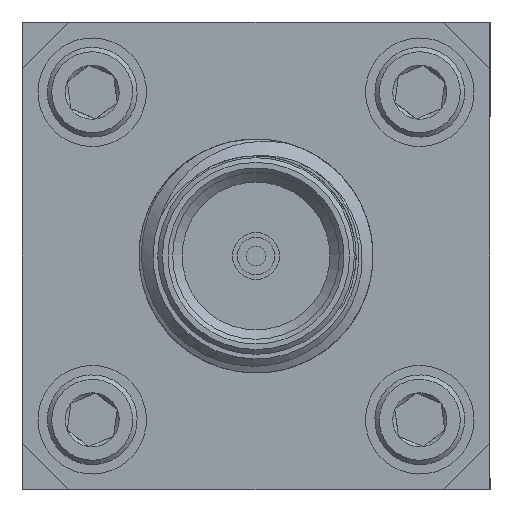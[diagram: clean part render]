
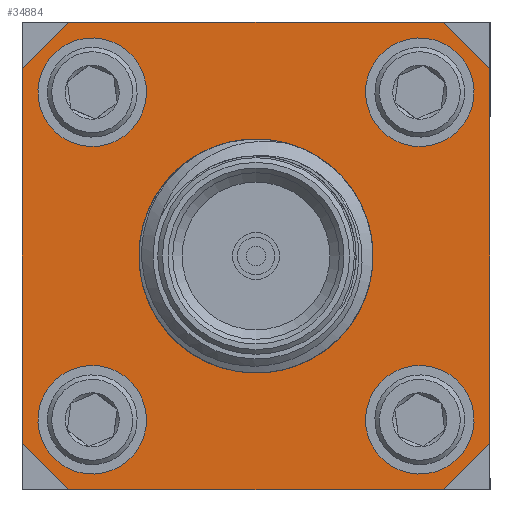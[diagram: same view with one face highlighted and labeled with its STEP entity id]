
A CAD part, left-side view. The second image highlights one B-rep face of the part: STEP entity #34884.
In plain terms, the highlighted planar face has unit normal (-1, 0, 0).
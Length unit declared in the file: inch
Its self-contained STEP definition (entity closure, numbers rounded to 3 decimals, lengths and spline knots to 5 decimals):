
#719 = CARTESIAN_POINT ( 'NONE',  ( -0.87, -0.175, 0.175 ) ) ;
#1574 = CARTESIAN_POINT ( 'NONE',  ( -0.87, -0.175, -0.175 ) ) ;
#2071 = VECTOR ( 'NONE', #29000, 39.37008 ) ;
#2108 = FACE_BOUND ( 'NONE', #10584, .T. ) ;
#2951 = ORIENTED_EDGE ( 'NONE', *, *, #18728, .T. ) ;
#2967 = EDGE_CURVE ( 'NONE', #3369, #3369, #21679, .T. ) ;
#3359 = CARTESIAN_POINT ( 'NONE',  ( -0.87, 0.175, -0.175 ) ) ;
#3369 = VERTEX_POINT ( 'NONE', #26924 ) ;
#3482 = EDGE_CURVE ( 'NONE', #20852, #29086, #9426, .T. ) ;
#3563 = EDGE_LOOP ( 'NONE', ( #16881 ) ) ;
#3564 = CARTESIAN_POINT ( 'NONE',  ( -0.87, 0.175, 0.175 ) ) ;
#3626 = VECTOR ( 'NONE', #26411, 39.37008 ) ;
#3702 = DIRECTION ( 'NONE',  ( 0., 0., 1. ) ) ;
#3783 = DIRECTION ( 'NONE',  ( 0., -0.383, -0.924 ) ) ;
#4087 = CIRCLE ( 'NONE', #37096, 0.058 ) ;
#4568 = DIRECTION ( 'NONE',  ( 0., 0., -1. ) ) ;
#4604 = FACE_BOUND ( 'NONE', #7818, .T. ) ;
#5060 = EDGE_CURVE ( 'NONE', #7916, #10802, #21186, .T. ) ;
#5134 = LINE ( 'NONE', #7626, #21105 ) ;
#5141 = LINE ( 'NONE', #28508, #21309 ) ;
#5838 = CARTESIAN_POINT ( 'NONE',  ( -0.87, 0.25, 0.2 ) ) ;
#6371 = VECTOR ( 'NONE', #9682, 39.37008 ) ;
#6593 = CARTESIAN_POINT ( 'NONE',  ( -0.87, -0.25, -0.2 ) ) ;
#7087 = VERTEX_POINT ( 'NONE', #30415 ) ;
#7626 = CARTESIAN_POINT ( 'NONE',  ( -0.87, 0.25, -0.25 ) ) ;
#7708 = CARTESIAN_POINT ( 'NONE',  ( -0.87, -0.2, -0.25 ) ) ;
#7818 = EDGE_LOOP ( 'NONE', ( #2951 ) ) ;
#7916 = VERTEX_POINT ( 'NONE', #18551 ) ;
#8295 = VERTEX_POINT ( 'NONE', #37228 ) ;
#9380 = CIRCLE ( 'NONE', #35061, 0.115 ) ;
#9426 = LINE ( 'NONE', #32820, #30346 ) ;
#9682 = DIRECTION ( 'NONE',  ( 0., -0.707, -0.707 ) ) ;
#9859 = CARTESIAN_POINT ( 'NONE',  ( -0.87, 0.19722, -0.12142 ) ) ;
#10175 = EDGE_LOOP ( 'NONE', ( #11532 ) ) ;
#10290 = EDGE_CURVE ( 'NONE', #15803, #15803, #12609, .T. ) ;
#10344 = FACE_BOUND ( 'NONE', #10175, .T. ) ;
#10391 = CARTESIAN_POINT ( 'NONE',  ( -0.87, -0.25, 0.25 ) ) ;
#10584 = EDGE_LOOP ( 'NONE', ( #29681 ) ) ;
#10712 = FACE_OUTER_BOUND ( 'NONE', #20331, .T. ) ;
#10802 = VERTEX_POINT ( 'NONE', #27480 ) ;
#11067 = EDGE_CURVE ( 'NONE', #10802, #21656, #35667, .T. ) ;
#11532 = ORIENTED_EDGE ( 'NONE', *, *, #33524, .F. ) ;
#11828 = EDGE_CURVE ( 'NONE', #19451, #7087, #33603, .T. ) ;
#12050 = LINE ( 'NONE', #35243, #3626 ) ;
#12609 = CIRCLE ( 'NONE', #34027, 0.058 ) ;
#12689 = EDGE_CURVE ( 'NONE', #7087, #35908, #5141, .T. ) ;
#13248 = DIRECTION ( 'NONE',  ( 0., -0.383, 0.924 ) ) ;
#13666 = DIRECTION ( 'NONE',  ( 1., 0., 0. ) ) ;
#14052 = DIRECTION ( 'NONE',  ( 0., 0., -1. ) ) ;
#15316 = CARTESIAN_POINT ( 'NONE',  ( -0.87, -0.25, 0.2 ) ) ;
#15374 = VERTEX_POINT ( 'NONE', #24195 ) ;
#15657 = DIRECTION ( 'NONE',  ( 1., 0., 0. ) ) ;
#15803 = VERTEX_POINT ( 'NONE', #27104 ) ;
#15917 = EDGE_CURVE ( 'NONE', #30557, #30557, #28456, .T. ) ;
#16341 = VECTOR ( 'NONE', #32420, 39.37008 ) ;
#16486 = DIRECTION ( 'NONE',  ( -1., 0., 0. ) ) ;
#16881 = ORIENTED_EDGE ( 'NONE', *, *, #2967, .F. ) ;
#17188 = DIRECTION ( 'NONE',  ( 0., 0.707, -0.707 ) ) ;
#17404 = EDGE_LOOP ( 'NONE', ( #36064 ) ) ;
#18551 = CARTESIAN_POINT ( 'NONE',  ( -0.87, 0.25, -0.2 ) ) ;
#18620 = AXIS2_PLACEMENT_3D ( 'NONE', #3564, #32478, #31914 ) ;
#18728 = EDGE_CURVE ( 'NONE', #8295, #8295, #9380, .T. ) ;
#18999 = ORIENTED_EDGE ( 'NONE', *, *, #5060, .T. ) ;
#19451 = VERTEX_POINT ( 'NONE', #34286 ) ;
#19906 = ORIENTED_EDGE ( 'NONE', *, *, #11067, .T. ) ;
#19990 = AXIS2_PLACEMENT_3D ( 'NONE', #22411, #36961, #37156 ) ;
#20331 = EDGE_LOOP ( 'NONE', ( #19906, #30819, #22652, #36738, #30683, #21831, #37874, #18999 ) ) ;
#20579 = DIRECTION ( 'NONE',  ( 1., 0., 0. ) ) ;
#20852 = VERTEX_POINT ( 'NONE', #6593 ) ;
#21105 = VECTOR ( 'NONE', #4568, 39.37008 ) ;
#21186 = LINE ( 'NONE', #35944, #6371 ) ;
#21309 = VECTOR ( 'NONE', #17188, 39.37008 ) ;
#21656 = VERTEX_POINT ( 'NONE', #7708 ) ;
#21679 = CIRCLE ( 'NONE', #18620, 0.058 ) ;
#21831 = ORIENTED_EDGE ( 'NONE', *, *, #12689, .T. ) ;
#22184 = EDGE_CURVE ( 'NONE', #29086, #19451, #12050, .T. ) ;
#22411 = CARTESIAN_POINT ( 'NONE',  ( -0.87, 0., 0. ) ) ;
#22652 = ORIENTED_EDGE ( 'NONE', *, *, #3482, .T. ) ;
#22676 = CARTESIAN_POINT ( 'NONE',  ( -0.87, -0.25, -0.2 ) ) ;
#24195 = CARTESIAN_POINT ( 'NONE',  ( -0.87, -0.19722, -0.12142 ) ) ;
#24911 = FACE_BOUND ( 'NONE', #3563, .T. ) ;
#26011 = EDGE_CURVE ( 'NONE', #21656, #20852, #37056, .T. ) ;
#26411 = DIRECTION ( 'NONE',  ( 0., 0.707, 0.707 ) ) ;
#26924 = CARTESIAN_POINT ( 'NONE',  ( -0.87, 0.19722, 0.12142 ) ) ;
#27104 = CARTESIAN_POINT ( 'NONE',  ( -0.87, -0.19722, 0.12142 ) ) ;
#27480 = CARTESIAN_POINT ( 'NONE',  ( -0.87, 0.2, -0.25 ) ) ;
#28456 = CIRCLE ( 'NONE', #35797, 0.058 ) ;
#28508 = CARTESIAN_POINT ( 'NONE',  ( -0.87, 0.25, 0.2 ) ) ;
#28540 = PLANE ( 'NONE',  #19990 ) ;
#28624 = CARTESIAN_POINT ( 'NONE',  ( -0.87, 0., 0. ) ) ;
#28744 = EDGE_CURVE ( 'NONE', #35908, #7916, #5134, .T. ) ;
#29000 = DIRECTION ( 'NONE',  ( 0., -0.707, 0.707 ) ) ;
#29086 = VERTEX_POINT ( 'NONE', #15316 ) ;
#29681 = ORIENTED_EDGE ( 'NONE', *, *, #15917, .T. ) ;
#30346 = VECTOR ( 'NONE', #3702, 39.37008 ) ;
#30415 = CARTESIAN_POINT ( 'NONE',  ( -0.87, 0.2, 0.25 ) ) ;
#30557 = VERTEX_POINT ( 'NONE', #9859 ) ;
#30683 = ORIENTED_EDGE ( 'NONE', *, *, #11828, .T. ) ;
#30819 = ORIENTED_EDGE ( 'NONE', *, *, #26011, .T. ) ;
#31474 = DIRECTION ( 'NONE',  ( 0., 1., 0. ) ) ;
#31675 = VECTOR ( 'NONE', #31474, 39.37008 ) ;
#31914 = DIRECTION ( 'NONE',  ( 0., 0.383, -0.924 ) ) ;
#32420 = DIRECTION ( 'NONE',  ( 0., -1., 0. ) ) ;
#32478 = DIRECTION ( 'NONE',  ( -1., 0., 0. ) ) ;
#32820 = CARTESIAN_POINT ( 'NONE',  ( -0.87, -0.25, -0.25 ) ) ;
#33524 = EDGE_CURVE ( 'NONE', #15374, #15374, #4087, .T. ) ;
#33603 = LINE ( 'NONE', #10391, #31675 ) ;
#34027 = AXIS2_PLACEMENT_3D ( 'NONE', #719, #15657, #3783 ) ;
#34286 = CARTESIAN_POINT ( 'NONE',  ( -0.87, -0.2, 0.25 ) ) ;
#34884 = ADVANCED_FACE ( 'NONE', ( #10712, #24911, #4604, #2108, #10344, #36775 ), #28540, .F. ) ;
#35061 = AXIS2_PLACEMENT_3D ( 'NONE', #28624, #13666, #14052 ) ;
#35243 = CARTESIAN_POINT ( 'NONE',  ( -0.87, -0.2, 0.25 ) ) ;
#35295 = CARTESIAN_POINT ( 'NONE',  ( -0.87, -0.25, -0.25 ) ) ;
#35349 = DIRECTION ( 'NONE',  ( 0., 0.383, 0.924 ) ) ;
#35667 = LINE ( 'NONE', #35295, #16341 ) ;
#35797 = AXIS2_PLACEMENT_3D ( 'NONE', #3359, #20579, #35349 ) ;
#35908 = VERTEX_POINT ( 'NONE', #5838 ) ;
#35944 = CARTESIAN_POINT ( 'NONE',  ( -0.87, 0.2, -0.25 ) ) ;
#36064 = ORIENTED_EDGE ( 'NONE', *, *, #10290, .T. ) ;
#36738 = ORIENTED_EDGE ( 'NONE', *, *, #22184, .T. ) ;
#36775 = FACE_BOUND ( 'NONE', #17404, .T. ) ;
#36961 = DIRECTION ( 'NONE',  ( 1., 0., 0. ) ) ;
#37056 = LINE ( 'NONE', #22676, #2071 ) ;
#37096 = AXIS2_PLACEMENT_3D ( 'NONE', #1574, #16486, #13248 ) ;
#37156 = DIRECTION ( 'NONE',  ( 0., 1., 0. ) ) ;
#37228 = CARTESIAN_POINT ( 'NONE',  ( -0.87, 0., -0.115 ) ) ;
#37874 = ORIENTED_EDGE ( 'NONE', *, *, #28744, .T. ) ;
